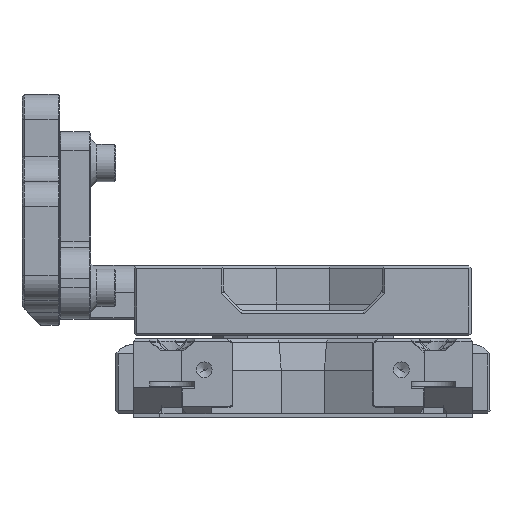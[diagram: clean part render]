
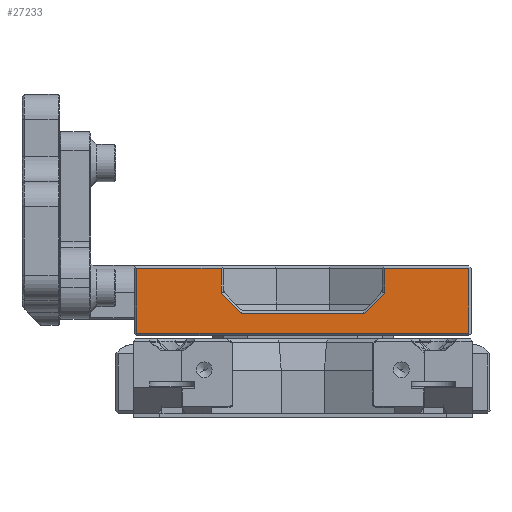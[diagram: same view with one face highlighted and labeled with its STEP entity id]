
A CAD part, front view. The second image highlights one B-rep face of the part: STEP entity #27233.
In plain terms, the highlighted planar face has unit normal (0, -1, 0).
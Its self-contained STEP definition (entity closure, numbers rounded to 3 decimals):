
#1499=PLANE('',#29342);
#2729=FACE_OUTER_BOUND('',#4363,.T.);
#4363=EDGE_LOOP('',(#22323,#22324,#22325,#22326,#22327,#22328,#22329,#22330,
#22331,#22332));
#6750=LINE('',#43198,#9575);
#6762=LINE('',#43222,#9587);
#6764=LINE('',#43226,#9589);
#6769=LINE('',#43236,#9594);
#6770=LINE('',#43238,#9595);
#6771=LINE('',#43240,#9596);
#6772=LINE('',#43241,#9597);
#6773=LINE('',#43243,#9598);
#6774=LINE('',#43245,#9599);
#6775=LINE('',#43246,#9600);
#9575=VECTOR('',#34468,10.);
#9587=VECTOR('',#34484,10.);
#9589=VECTOR('',#34488,10.);
#9594=VECTOR('',#34495,10.);
#9595=VECTOR('',#34496,10.);
#9596=VECTOR('',#34497,10.);
#9597=VECTOR('',#34498,10.);
#9598=VECTOR('',#34499,10.);
#9599=VECTOR('',#34500,10.);
#9600=VECTOR('',#34501,10.);
#13066=VERTEX_POINT('',#43195);
#13067=VERTEX_POINT('',#43197);
#13076=VERTEX_POINT('',#43219);
#13077=VERTEX_POINT('',#43221);
#13078=VERTEX_POINT('',#43225);
#13082=VERTEX_POINT('',#43235);
#13083=VERTEX_POINT('',#43237);
#13084=VERTEX_POINT('',#43239);
#13085=VERTEX_POINT('',#43242);
#13086=VERTEX_POINT('',#43244);
#16307=EDGE_CURVE('',#13066,#13067,#6750,.T.);
#16319=EDGE_CURVE('',#13076,#13077,#6762,.T.);
#16321=EDGE_CURVE('',#13077,#13078,#6764,.T.);
#16326=EDGE_CURVE('',#13082,#13066,#6769,.T.);
#16327=EDGE_CURVE('',#13083,#13082,#6770,.T.);
#16328=EDGE_CURVE('',#13084,#13083,#6771,.T.);
#16329=EDGE_CURVE('',#13078,#13084,#6772,.T.);
#16330=EDGE_CURVE('',#13085,#13076,#6773,.T.);
#16331=EDGE_CURVE('',#13086,#13085,#6774,.T.);
#16332=EDGE_CURVE('',#13067,#13086,#6775,.T.);
#22323=ORIENTED_EDGE('',*,*,#16307,.F.);
#22324=ORIENTED_EDGE('',*,*,#16326,.F.);
#22325=ORIENTED_EDGE('',*,*,#16327,.F.);
#22326=ORIENTED_EDGE('',*,*,#16328,.F.);
#22327=ORIENTED_EDGE('',*,*,#16329,.F.);
#22328=ORIENTED_EDGE('',*,*,#16321,.F.);
#22329=ORIENTED_EDGE('',*,*,#16319,.F.);
#22330=ORIENTED_EDGE('',*,*,#16330,.F.);
#22331=ORIENTED_EDGE('',*,*,#16331,.F.);
#22332=ORIENTED_EDGE('',*,*,#16332,.F.);
#27233=ADVANCED_FACE('',(#2729),#1499,.T.);
#29342=AXIS2_PLACEMENT_3D('',#43234,#34493,#34494);
#34468=DIRECTION('',(0.,0.,-1.));
#34484=DIRECTION('',(0.,0.,1.));
#34488=DIRECTION('',(1.,0.,0.));
#34493=DIRECTION('center_axis',(0.,-1.,0.));
#34494=DIRECTION('ref_axis',(1.,0.,0.));
#34495=DIRECTION('',(1.,0.,0.));
#34496=DIRECTION('',(0.,0.,1.));
#34497=DIRECTION('',(-1.,0.,0.));
#34498=DIRECTION('',(0.,0.,-1.));
#34499=DIRECTION('',(0.707,0.,0.707));
#34500=DIRECTION('',(1.,0.,0.));
#34501=DIRECTION('',(0.707,0.,-0.707));
#43195=CARTESIAN_POINT('',(-13.1,-38.698,11.3));
#43197=CARTESIAN_POINT('',(-13.1,-38.698,7.334));
#43198=CARTESIAN_POINT('',(-13.1,-38.698,7.75));
#43219=CARTESIAN_POINT('',(13.1,-38.698,7.334));
#43221=CARTESIAN_POINT('',(13.1,-38.698,11.3));
#43222=CARTESIAN_POINT('',(13.1,-38.698,7.75));
#43225=CARTESIAN_POINT('',(26.6,-38.698,11.3));
#43226=CARTESIAN_POINT('',(0.,-38.698,11.3));
#43234=CARTESIAN_POINT('Origin',(0.,-38.698,
3.8));
#43235=CARTESIAN_POINT('',(-26.6,-38.698,11.3));
#43236=CARTESIAN_POINT('',(0.,-38.698,11.3));
#43237=CARTESIAN_POINT('',(-26.6,-38.698,0.9));
#43238=CARTESIAN_POINT('',(-26.6,-38.698,2.15));
#43239=CARTESIAN_POINT('',(26.6,-38.698,0.9));
#43240=CARTESIAN_POINT('',(7.35,-38.698,0.9));
#43241=CARTESIAN_POINT('',(26.6,-38.698,2.15));
#43242=CARTESIAN_POINT('',(9.866,-38.698,4.1));
#43243=CARTESIAN_POINT('',(8.133,-38.698,2.367));
#43244=CARTESIAN_POINT('',(-9.866,-38.698,4.1));
#43245=CARTESIAN_POINT('',(-7.35,-38.698,4.1));
#43246=CARTESIAN_POINT('',(-8.133,-38.698,2.367));
